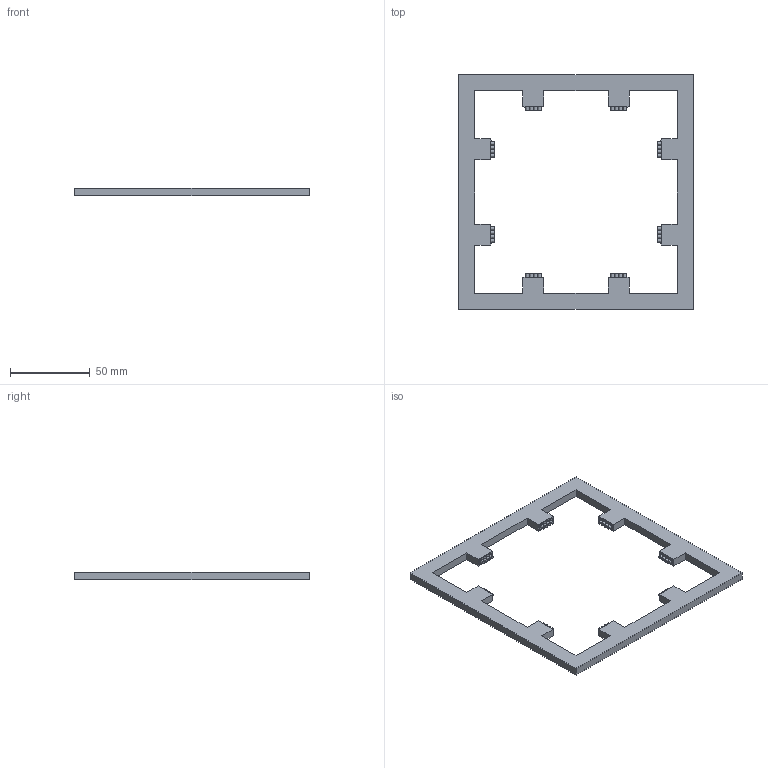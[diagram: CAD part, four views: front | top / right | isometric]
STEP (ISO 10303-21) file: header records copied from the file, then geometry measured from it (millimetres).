
FILE_DESCRIPTION(('FreeCAD Model'),'2;1');
FILE_NAME('Open CASCADE Shape Model','2023-12-18T12:59:10',('FreeCAD'),( 'FreeCAD'),'Open CASCADE STEP processor 7.6','FreeCAD','Unknown');
FILE_SCHEMA(('AUTOMOTIVE_DESIGN { 1 0 10303 214 1 1 1 1 }'));
Length unit declared in the file: millimetre
Products named in the file (1): Open CASCADE STEP translator 7.6 4
Bounding box: 146.8 x 146.8 x 5 mm (x, y, z)
Volume: 32829.3 mm3; surface area: 19727.6 mm2
Topology: 1 solids, 1 shells, 146 faces, 312 edges, 208 vertices
Faces by surface type: plane 98, cone 48
Entity records: 3902 total; most frequent: CARTESIAN_POINT 731, DIRECTION 638, ORIENTED_EDGE 624, EDGE_CURVE 312, AXIS2_PLACEMENT_3D 243, VERTEX_POINT 208, FACE_BOUND 188, EDGE_LOOP 188
